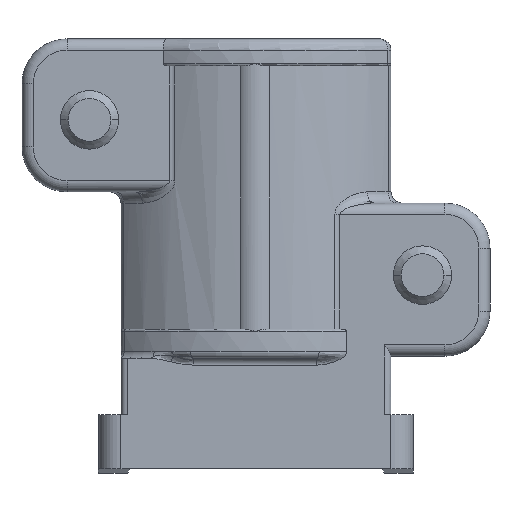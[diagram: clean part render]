
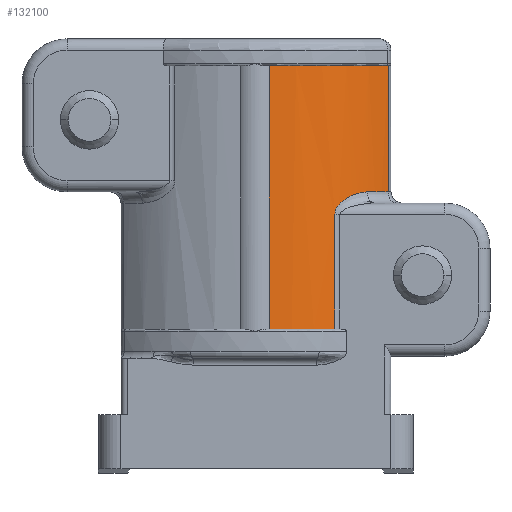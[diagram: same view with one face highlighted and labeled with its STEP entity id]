
A CAD part, left-side view. The second image highlights one B-rep face of the part: STEP entity #132100.
In plain terms, the highlighted cylindrical face has radius 7.9 mm (diameter 15.8 mm), a partial arc.
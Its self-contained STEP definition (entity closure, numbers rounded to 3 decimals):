
#7520=CARTESIAN_POINT('',(19.349,-45.516,
-3.818));
#7530=VERTEX_POINT('',#7520);
#7580=CARTESIAN_POINT('',(25.274,-40.291,
-3.818));
#7590=DIRECTION('',(0.,0.,-1.));
#7600=DIRECTION('',(-1.,0.,0.));
#7610=AXIS2_PLACEMENT_3D('',#7580,#7590,#7600);
#7620=CIRCLE('',#7610,7.9);
#7630=CARTESIAN_POINT('',(24.642,-48.166,
-3.818));
#7640=VERTEX_POINT('',#7630);
#7650=EDGE_CURVE('',#7640,#7530,#7620,.T.);
#9080=CARTESIAN_POINT('',(25.274,-40.291,
7.882));
#9090=DIRECTION('',(0.,0.,-1.));
#9100=DIRECTION('',(-1.,0.,0.));
#9110=AXIS2_PLACEMENT_3D('',#9080,#9090,#9100);
#9120=CIRCLE('',#9110,7.9);
#29330=CARTESIAN_POINT('',(24.642,-48.166,
7.882));
#29340=VERTEX_POINT('',#29330);
#29350=CARTESIAN_POINT('',(21.717,-47.345,
7.882));
#29360=VERTEX_POINT('',#29350);
#29370=EDGE_CURVE('',#29340,#29360,#9120,.T.);
#30610=CARTESIAN_POINT('',(24.642,-48.166,
2.832));
#30620=DIRECTION('',(0.,0.,-1.));
#30630=VECTOR('',#30620,1.);
#30640=LINE('',#30610,#30630);
#30650=EDGE_CURVE('',#29340,#7640,#30640,.T.);
#114900=CARTESIAN_POINT('',(21.717,-47.345,
2.782));
#114910=VERTEX_POINT('',#114900);
#114940=CARTESIAN_POINT('',(21.717,-47.345,
2.782));
#114950=CARTESIAN_POINT('',(21.717,-47.345,
2.772));
#114960=CARTESIAN_POINT('',(21.716,-47.345,
2.762));
#114970=CARTESIAN_POINT('',(21.715,-47.344,
2.736));
#114980=CARTESIAN_POINT('',(21.713,-47.343,
2.721));
#114990=CARTESIAN_POINT('',(21.708,-47.34,
2.681));
#115000=CARTESIAN_POINT('',(21.703,-47.338,
2.657));
#115010=CARTESIAN_POINT('',(21.693,-47.333,
2.622));
#115020=CARTESIAN_POINT('',(21.689,-47.331,
2.61));
#115030=CARTESIAN_POINT('',(21.681,-47.327,
2.587));
#115040=CARTESIAN_POINT('',(21.677,-47.324,
2.575));
#115050=CARTESIAN_POINT('',(21.668,-47.32,
2.553));
#115060=CARTESIAN_POINT('',(21.663,-47.317,
2.542));
#115070=CARTESIAN_POINT('',(21.652,-47.312,
2.52));
#115080=CARTESIAN_POINT('',(21.647,-47.309,
2.509));
#115090=CARTESIAN_POINT('',(21.636,-47.303,
2.488));
#115100=CARTESIAN_POINT('',(21.63,-47.3,
2.478));
#115110=CARTESIAN_POINT('',(21.618,-47.294,
2.458));
#115120=CARTESIAN_POINT('',(21.611,-47.29,
2.448));
#115130=CARTESIAN_POINT('',(21.596,-47.282,
2.424));
#115140=CARTESIAN_POINT('',(21.586,-47.277,
2.41));
#115150=CARTESIAN_POINT('',(21.567,-47.267,
2.384));
#115160=CARTESIAN_POINT('',(21.557,-47.262,
2.371));
#115170=CARTESIAN_POINT('',(21.536,-47.251,
2.346));
#115180=CARTESIAN_POINT('',(21.526,-47.245,
2.334));
#115190=CARTESIAN_POINT('',(21.504,-47.233,
2.31));
#115200=CARTESIAN_POINT('',(21.493,-47.227,
2.298));
#115210=CARTESIAN_POINT('',(21.471,-47.215,
2.276));
#115220=CARTESIAN_POINT('',(21.459,-47.209,
2.265));
#115230=CARTESIAN_POINT('',(21.436,-47.196,
2.243));
#115240=CARTESIAN_POINT('',(21.425,-47.19,
2.232));
#115250=CARTESIAN_POINT('',(21.401,-47.177,
2.212));
#115260=CARTESIAN_POINT('',(21.389,-47.17,
2.201));
#115270=CARTESIAN_POINT('',(21.365,-47.156,
2.182));
#115280=CARTESIAN_POINT('',(21.353,-47.149,
2.172));
#115290=CARTESIAN_POINT('',(21.341,-47.142,
2.163));
#115300=CARTESIAN_POINT('',(21.321,-47.131,
2.147));
#115310=CARTESIAN_POINT('',(21.3,-47.118,
2.131));
#115320=CARTESIAN_POINT('',(21.258,-47.094,
2.102));
#115330=CARTESIAN_POINT('',(21.236,-47.081,
2.088));
#115340=CARTESIAN_POINT('',(21.194,-47.056,
2.061));
#115350=CARTESIAN_POINT('',(21.172,-47.042,
2.048));
#115360=CARTESIAN_POINT('',(21.129,-47.016,
2.022));
#115370=CARTESIAN_POINT('',(21.107,-47.002,
2.01));
#115380=CARTESIAN_POINT('',(21.054,-46.969,
1.982));
#115390=CARTESIAN_POINT('',(21.022,-46.949,
1.967));
#115400=CARTESIAN_POINT('',(20.96,-46.909,
1.938));
#115410=CARTESIAN_POINT('',(20.928,-46.888,
1.924));
#115420=CARTESIAN_POINT('',(20.865,-46.846,
1.899));
#115430=CARTESIAN_POINT('',(20.833,-46.825,
1.887));
#115440=CARTESIAN_POINT('',(20.77,-46.781,
1.866));
#115450=CARTESIAN_POINT('',(20.738,-46.759,
1.856));
#115460=CARTESIAN_POINT('',(20.675,-46.714,
1.838));
#115470=CARTESIAN_POINT('',(20.643,-46.692,
1.83));
#115480=CARTESIAN_POINT('',(20.58,-46.645,
1.815));
#115490=CARTESIAN_POINT('',(20.549,-46.622,
1.809));
#115500=CARTESIAN_POINT('',(20.486,-46.574,
1.798));
#115510=CARTESIAN_POINT('',(20.454,-46.55,
1.794));
#115520=CARTESIAN_POINT('',(20.397,-46.506,
1.788));
#115530=CARTESIAN_POINT('',(20.372,-46.486,
1.786));
#115540=CARTESIAN_POINT('',(20.321,-46.445,
1.783));
#115550=CARTESIAN_POINT('',(20.296,-46.425,
1.782));
#115560=CARTESIAN_POINT('',(20.27,-46.404,
1.782));
#115570=B_SPLINE_CURVE_WITH_KNOTS('',3,(#114940,#114950,#114960,#114970,
#114980,#114990,#115000,#115010,#115020,#115030,#115040,#115050,#115060,
#115070,#115080,#115090,#115100,#115110,#115120,#115130,#115140,#115150,
#115160,#115170,#115180,#115190,#115200,#115210,#115220,#115230,#115240,
#115250,#115260,#115270,#115280,#115290,#115300,#115310,#115320,#115330,
#115340,#115350,#115360,#115370,#115380,#115390,#115400,#115410,#115420,
#115430,#115440,#115450,#115460,#115470,#115480,#115490,#115500,#115510,
#115520,#115530,#115540,#115550,#115560),.UNSPECIFIED.,.F.,.F.,(4,2,2,2,
2,2,2,2,2,2,2,2,2,2,2,2,2,3,2,2,2,2,2,2,2,2,2,2,2,2,4),(0.,
0.022,0.054,0.109,
0.137,0.165,0.194,0.224,
0.254,0.285,0.328,0.372,
0.417,0.462,0.508,0.554,
0.6,0.646,0.725,0.805,
0.885,0.965,1.079,1.193,
1.307,1.421,1.535,1.649,
1.762,1.855,1.948),.UNSPECIFIED.);
#115580=CARTESIAN_POINT('',(20.27,-46.404,
1.782));
#115590=VERTEX_POINT('',#115580);
#115600=EDGE_CURVE('',#114910,#115590,#115570,.T.);
#116530=CARTESIAN_POINT('',(21.717,-47.345,
2.832));
#116540=DIRECTION('',(0.,0.,-1.));
#116550=VECTOR('',#116540,1.);
#116560=LINE('',#116530,#116550);
#116570=EDGE_CURVE('',#29360,#114910,#116560,.T.);
#124020=CARTESIAN_POINT('',(25.274,-40.291,
1.782));
#124030=DIRECTION('',(0.,0.,-1.));
#124040=DIRECTION('',(-1.,0.,0.));
#124050=AXIS2_PLACEMENT_3D('',#124020,#124030,#124040);
#124060=CIRCLE('',#124050,7.9);
#124070=CARTESIAN_POINT('',(19.349,-45.516,
1.782));
#124080=VERTEX_POINT('',#124070);
#124090=EDGE_CURVE('',#115590,#124080,#124060,.T.);
#129640=CARTESIAN_POINT('',(25.274,-40.291,
2.832));
#129650=DIRECTION('',(0.,0.,-1.));
#129660=DIRECTION('',(-1.,0.,0.));
#129670=AXIS2_PLACEMENT_3D('',#129640,#129650,#129660);
#129680=CYLINDRICAL_SURFACE('',#129670,7.9);
#131430=CARTESIAN_POINT('',(19.349,-45.516,
2.832));
#131440=DIRECTION('',(0.,0.,-1.));
#131450=VECTOR('',#131440,1.);
#131460=LINE('',#131430,#131450);
#131470=EDGE_CURVE('',#124080,#7530,#131460,.T.);
#132010=ORIENTED_EDGE('',*,*,#30650,.F.);
#132020=ORIENTED_EDGE('',*,*,#7650,.F.);
#132030=ORIENTED_EDGE('',*,*,#131470,.T.);
#132040=ORIENTED_EDGE('',*,*,#124090,.T.);
#132050=ORIENTED_EDGE('',*,*,#115600,.T.);
#132060=ORIENTED_EDGE('',*,*,#116570,.T.);
#132070=ORIENTED_EDGE('',*,*,#29370,.T.);
#132080=EDGE_LOOP('',(#132070,#132060,#132050,#132040,#132030,#132020,
#132010));
#132090=FACE_OUTER_BOUND('',#132080,.T.);
#132100=ADVANCED_FACE('',(#132090),#129680,.T.);
